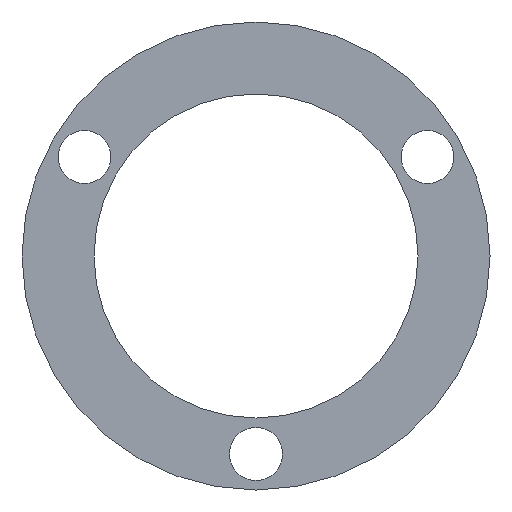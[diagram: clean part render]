
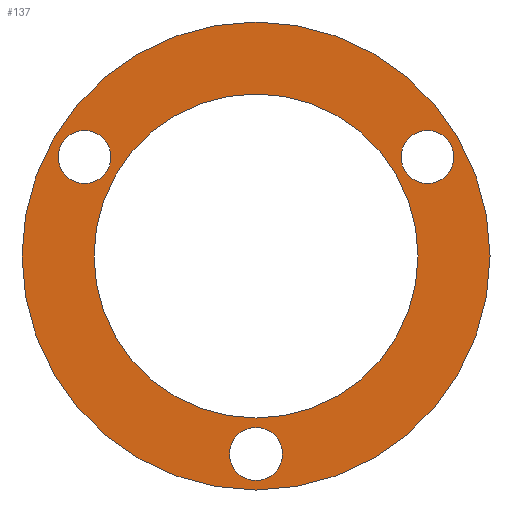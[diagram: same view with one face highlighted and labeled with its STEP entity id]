
A CAD part, front view. The second image highlights one B-rep face of the part: STEP entity #137.
In plain terms, the highlighted planar face has unit normal (0, -1, 0).
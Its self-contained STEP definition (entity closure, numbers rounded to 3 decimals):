
#23=FACE_BOUND('',#47,.T.);
#24=FACE_BOUND('',#48,.T.);
#25=FACE_BOUND('',#49,.T.);
#26=FACE_BOUND('',#50,.T.);
#28=PLANE('',#169);
#35=FACE_OUTER_BOUND('',#46,.T.);
#46=EDGE_LOOP('',(#121));
#47=EDGE_LOOP('',(#122));
#48=EDGE_LOOP('',(#123));
#49=EDGE_LOOP('',(#124));
#50=EDGE_LOOP('',(#125));
#62=CIRCLE('',#155,3.675);
#64=CIRCLE('',#158,3.675);
#66=CIRCLE('',#161,3.675);
#69=CIRCLE('',#166,22.5);
#70=CIRCLE('',#168,32.5);
#72=VERTEX_POINT('',#221);
#74=VERTEX_POINT('',#227);
#76=VERTEX_POINT('',#233);
#79=VERTEX_POINT('',#242);
#80=VERTEX_POINT('',#246);
#83=EDGE_CURVE('',#72,#72,#62,.T.);
#86=EDGE_CURVE('',#74,#74,#64,.T.);
#89=EDGE_CURVE('',#76,#76,#66,.T.);
#92=EDGE_CURVE('',#79,#79,#69,.T.);
#94=EDGE_CURVE('',#80,#80,#70,.T.);
#121=ORIENTED_EDGE('',*,*,#94,.T.);
#122=ORIENTED_EDGE('',*,*,#83,.T.);
#123=ORIENTED_EDGE('',*,*,#86,.T.);
#124=ORIENTED_EDGE('',*,*,#89,.T.);
#125=ORIENTED_EDGE('',*,*,#92,.T.);
#137=ADVANCED_FACE('',(#35,#23,#24,#25,#26),#28,.F.);
#155=AXIS2_PLACEMENT_3D('',#223,#180,#181);
#158=AXIS2_PLACEMENT_3D('',#229,#187,#188);
#161=AXIS2_PLACEMENT_3D('',#235,#194,#195);
#166=AXIS2_PLACEMENT_3D('',#243,#204,#205);
#168=AXIS2_PLACEMENT_3D('',#247,#209,#210);
#169=AXIS2_PLACEMENT_3D('',#249,#212,#213);
#180=DIRECTION('center_axis',(0.,1.,0.));
#181=DIRECTION('ref_axis',(-0.5,0.,-0.866));
#187=DIRECTION('center_axis',(0.,1.,0.));
#188=DIRECTION('ref_axis',(-0.5,0.,0.866));
#194=DIRECTION('center_axis',(0.,1.,0.));
#195=DIRECTION('ref_axis',(1.,0.,0.));
#204=DIRECTION('center_axis',(0.,1.,0.));
#205=DIRECTION('ref_axis',(1.,0.,0.));
#209=DIRECTION('center_axis',(0.,-1.,0.));
#210=DIRECTION('ref_axis',(1.,0.,0.));
#212=DIRECTION('center_axis',(0.,1.,0.));
#213=DIRECTION('ref_axis',(1.,0.,0.));
#221=CARTESIAN_POINT('',(-21.978,-2.,16.933));
#223=CARTESIAN_POINT('Origin',(-23.816,-2.,13.75));
#227=CARTESIAN_POINT('',(25.653,-2.,10.567));
#229=CARTESIAN_POINT('Origin',(23.816,-2.,13.75));
#233=CARTESIAN_POINT('',(-3.675,-2.,-27.5));
#235=CARTESIAN_POINT('Origin',(0.,-2.,-27.5));
#242=CARTESIAN_POINT('',(-22.5,-2.,0.));
#243=CARTESIAN_POINT('Origin',(0.,-2.,0.));
#246=CARTESIAN_POINT('',(-32.5,-2.,0.));
#247=CARTESIAN_POINT('Origin',(0.,-2.,0.));
#249=CARTESIAN_POINT('Origin',(0.,-2.,0.));
